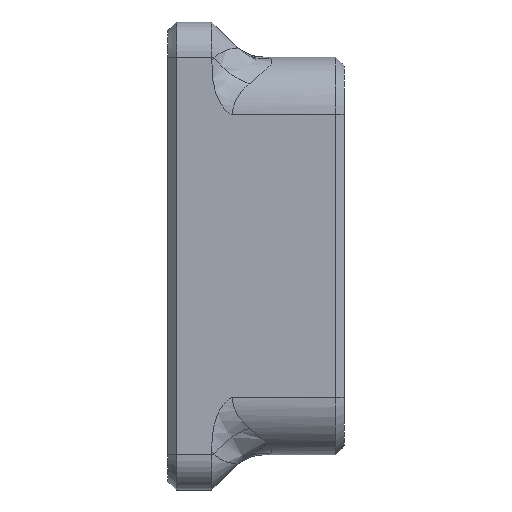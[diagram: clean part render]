
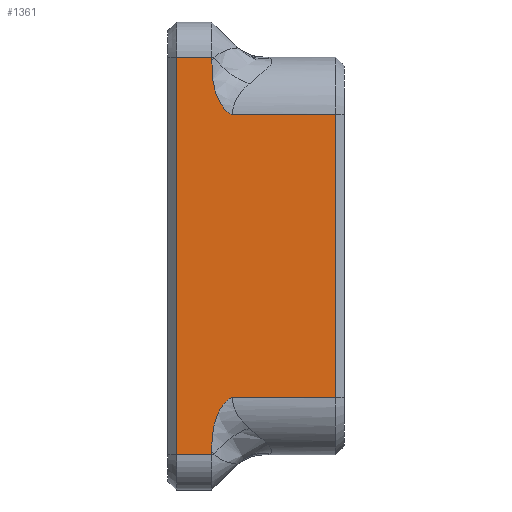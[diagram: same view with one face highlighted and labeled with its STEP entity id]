
A CAD part, left-side view. The second image highlights one B-rep face of the part: STEP entity #1361.
In plain terms, the highlighted planar face has unit normal (-1, 0, 0).
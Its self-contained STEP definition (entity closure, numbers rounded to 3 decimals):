
#30=B_SPLINE_CURVE_WITH_KNOTS('',3,(#2100,#2101,#2102,#2103,#2104,#2105,
#2106,#2107,#2108,#2109,#2110,#2111,#2112,#2113,#2114,#2115,#2116,#2117),
 .UNSPECIFIED.,.F.,.F.,(4,2,2,2,2,2,2,2,4),(0.,0.051,0.111,
0.159,0.192,0.209,0.217,
0.229,0.231),.UNSPECIFIED.);
#31=B_SPLINE_CURVE_WITH_KNOTS('',3,(#2128,#2129,#2130,#2131,#2132,#2133,
#2134,#2135,#2136,#2137,#2138,#2139,#2140,#2141,#2142,#2143),
 .UNSPECIFIED.,.F.,.F.,(4,2,2,2,2,2,2,4),(-0.001,0.,0.006,
0.01,0.017,0.03,0.044,
0.064),.UNSPECIFIED.);
#135=FACE_OUTER_BOUND('',#222,.T.);
#222=EDGE_LOOP('',(#963,#964,#965,#966,#967,#968,#969,#970,#971,#972));
#318=LINE('',#2070,#434);
#319=LINE('',#2075,#435);
#321=LINE('',#2098,#437);
#322=LINE('',#2119,#438);
#323=LINE('',#2121,#439);
#324=LINE('',#2123,#440);
#325=LINE('',#2125,#441);
#326=LINE('',#2127,#442);
#434=VECTOR('',#1670,10.);
#435=VECTOR('',#1677,10.);
#437=VECTOR('',#1685,10.);
#438=VECTOR('',#1686,10.);
#439=VECTOR('',#1687,10.);
#440=VECTOR('',#1688,10.);
#441=VECTOR('',#1689,10.);
#442=VECTOR('',#1690,10.);
#595=VERTEX_POINT('',#2064);
#596=VERTEX_POINT('',#2068);
#597=VERTEX_POINT('',#2074);
#601=VERTEX_POINT('',#2097);
#602=VERTEX_POINT('',#2099);
#603=VERTEX_POINT('',#2118);
#604=VERTEX_POINT('',#2120);
#605=VERTEX_POINT('',#2122);
#606=VERTEX_POINT('',#2124);
#607=VERTEX_POINT('',#2126);
#729=EDGE_CURVE('',#596,#595,#318,.T.);
#731=EDGE_CURVE('',#597,#595,#319,.T.);
#736=EDGE_CURVE('',#601,#596,#321,.T.);
#737=EDGE_CURVE('',#602,#601,#30,.T.);
#738=EDGE_CURVE('',#603,#602,#322,.T.);
#739=EDGE_CURVE('',#604,#603,#323,.T.);
#740=EDGE_CURVE('',#605,#604,#324,.T.);
#741=EDGE_CURVE('',#606,#605,#325,.T.);
#742=EDGE_CURVE('',#607,#606,#326,.T.);
#743=EDGE_CURVE('',#597,#607,#31,.T.);
#963=ORIENTED_EDGE('',*,*,#736,.F.);
#964=ORIENTED_EDGE('',*,*,#737,.F.);
#965=ORIENTED_EDGE('',*,*,#738,.F.);
#966=ORIENTED_EDGE('',*,*,#739,.F.);
#967=ORIENTED_EDGE('',*,*,#740,.F.);
#968=ORIENTED_EDGE('',*,*,#741,.F.);
#969=ORIENTED_EDGE('',*,*,#742,.F.);
#970=ORIENTED_EDGE('',*,*,#743,.F.);
#971=ORIENTED_EDGE('',*,*,#731,.T.);
#972=ORIENTED_EDGE('',*,*,#729,.F.);
#1320=PLANE('',#1483);
#1361=ADVANCED_FACE('',(#135),#1320,.T.);
#1483=AXIS2_PLACEMENT_3D('',#2096,#1683,#1684);
#1670=DIRECTION('',(0.,0.,-1.));
#1677=DIRECTION('',(0.,-1.,0.));
#1683=DIRECTION('center_axis',(-1.,0.,0.));
#1684=DIRECTION('ref_axis',(0.,0.,-1.));
#1685=DIRECTION('',(0.,-1.,0.));
#1686=DIRECTION('',(0.,0.,-1.));
#1687=DIRECTION('',(0.,-1.,0.));
#1688=DIRECTION('',(0.,0.,1.));
#1689=DIRECTION('',(0.,1.,0.));
#1690=DIRECTION('',(0.,0.,-1.));
#2064=CARTESIAN_POINT('',(-1.6,-10.473,-21.2));
#2068=CARTESIAN_POINT('',(-1.6,-10.473,-8.4));
#2070=CARTESIAN_POINT('',(-1.6,-10.473,-11.6));
#2074=CARTESIAN_POINT('',(-1.6,-5.805,-21.2));
#2075=CARTESIAN_POINT('',(-1.6,-1.473,-21.2));
#2096=CARTESIAN_POINT('Origin',(-1.6,-3.473,-8.4));
#2097=CARTESIAN_POINT('',(-1.6,-5.805,-8.4));
#2098=CARTESIAN_POINT('',(-1.6,-1.473,-8.4));
#2099=CARTESIAN_POINT('',(-1.6,-4.873,-5.959));
#2100=CARTESIAN_POINT('Ctrl Pts',(-1.6,-4.873,-5.959));
#2101=CARTESIAN_POINT('Ctrl Pts',(-1.6,-4.873,-6.128));
#2102=CARTESIAN_POINT('Ctrl Pts',(-1.6,-4.873,-6.31));
#2103=CARTESIAN_POINT('Ctrl Pts',(-1.6,-4.898,-6.726));
#2104=CARTESIAN_POINT('Ctrl Pts',(-1.6,-4.928,-6.986));
#2105=CARTESIAN_POINT('Ctrl Pts',(-1.6,-5.064,-7.48));
#2106=CARTESIAN_POINT('Ctrl Pts',(-1.6,-5.151,-7.696));
#2107=CARTESIAN_POINT('Ctrl Pts',(-1.6,-5.349,-8.024));
#2108=CARTESIAN_POINT('Ctrl Pts',(-1.6,-5.433,-8.129));
#2109=CARTESIAN_POINT('Ctrl Pts',(-1.6,-5.556,-8.253));
#2110=CARTESIAN_POINT('Ctrl Pts',(-1.6,-5.603,-8.294));
#2111=CARTESIAN_POINT('Ctrl Pts',(-1.6,-5.674,-8.344));
#2112=CARTESIAN_POINT('Ctrl Pts',(-1.6,-5.699,-8.36));
#2113=CARTESIAN_POINT('Ctrl Pts',(-1.6,-5.759,-8.39));
#2114=CARTESIAN_POINT('Ctrl Pts',(-1.6,-5.783,-8.397));
#2115=CARTESIAN_POINT('Ctrl Pts',(-1.6,-5.799,-8.399));
#2116=CARTESIAN_POINT('Ctrl Pts',(-1.6,-5.803,-8.4));
#2117=CARTESIAN_POINT('Ctrl Pts',(-1.6,-5.805,-8.4));
#2118=CARTESIAN_POINT('',(-1.6,-4.873,-5.8));
#2119=CARTESIAN_POINT('',(-1.6,-4.873,-7.35));
#2120=CARTESIAN_POINT('',(-1.6,-3.273,-5.8));
#2121=CARTESIAN_POINT('',(-1.6,-3.473,-5.8));
#2122=CARTESIAN_POINT('',(-1.6,-3.273,-23.8));
#2123=CARTESIAN_POINT('',(-1.6,-3.273,-11.6));
#2124=CARTESIAN_POINT('',(-1.6,-4.873,-23.8));
#2125=CARTESIAN_POINT('',(-1.6,-3.473,-23.8));
#2126=CARTESIAN_POINT('',(-1.6,-4.873,-23.641));
#2127=CARTESIAN_POINT('',(-1.6,-4.873,-15.85));
#2128=CARTESIAN_POINT('Ctrl Pts',(-1.6,-5.805,-21.2));
#2129=CARTESIAN_POINT('Ctrl Pts',(-1.6,-5.803,-21.2));
#2130=CARTESIAN_POINT('Ctrl Pts',(-1.6,-5.799,-21.201));
#2131=CARTESIAN_POINT('Ctrl Pts',(-1.6,-5.778,-21.204));
#2132=CARTESIAN_POINT('Ctrl Pts',(-1.6,-5.741,-21.215));
#2133=CARTESIAN_POINT('Ctrl Pts',(-1.6,-5.649,-21.271));
#2134=CARTESIAN_POINT('Ctrl Pts',(-1.6,-5.613,-21.299));
#2135=CARTESIAN_POINT('Ctrl Pts',(-1.6,-5.517,-21.382));
#2136=CARTESIAN_POINT('Ctrl Pts',(-1.6,-5.449,-21.453));
#2137=CARTESIAN_POINT('Ctrl Pts',(-1.6,-5.27,-21.689));
#2138=CARTESIAN_POINT('Ctrl Pts',(-1.6,-5.162,-21.881));
#2139=CARTESIAN_POINT('Ctrl Pts',(-1.6,-4.977,-22.384));
#2140=CARTESIAN_POINT('Ctrl Pts',(-1.6,-4.931,-22.64));
#2141=CARTESIAN_POINT('Ctrl Pts',(-1.6,-4.873,-23.128));
#2142=CARTESIAN_POINT('Ctrl Pts',(-1.6,-4.873,-23.398));
#2143=CARTESIAN_POINT('Ctrl Pts',(-1.6,-4.873,-23.641));
